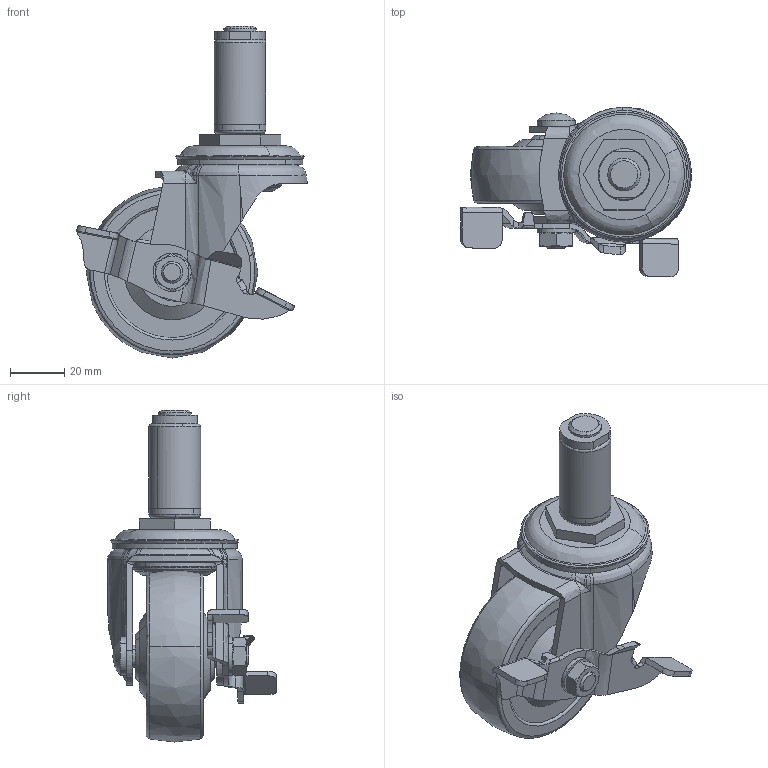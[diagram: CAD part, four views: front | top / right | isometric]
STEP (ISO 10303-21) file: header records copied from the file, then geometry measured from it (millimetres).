
FILE_DESCRIPTION((''),'2;1');
FILE_NAME('','2006-01-18T13:05:12',(''),(''),'','CADfix','');
FILE_SCHEMA(('AUTOMOTIVE_DESIGN'));
Length unit declared in the file: millimetre
Products named in the file (6): wheel; main shaft; lever; body; axle; No_205S_d19_5703_36
Assembly tree (5 placements, depth 2):
  No_205S_d19_5703_36
    wheel
    main shaft
    lever
    body
    axle
Bounding box: 84.88 x 62.14 x 122 mm (x, y, z)
Volume: 108170.3 mm3; surface area: 35022.1 mm2
Topology: 5 solids, 5 shells, 332 faces, 1076 edges, 772 vertices
Faces by surface type: bspline 332
Entity records: 18127 total; most frequent: CARTESIAN_POINT 11754, ORIENTED_EDGE 2144, EDGE_CURVE 1072, VERTEX_POINT 771, B_SPLINE_CURVE_WITH_KNOTS 767, EDGE_LOOP 361, FACE_OUTER_BOUND 331, ADVANCED_FACE 331
